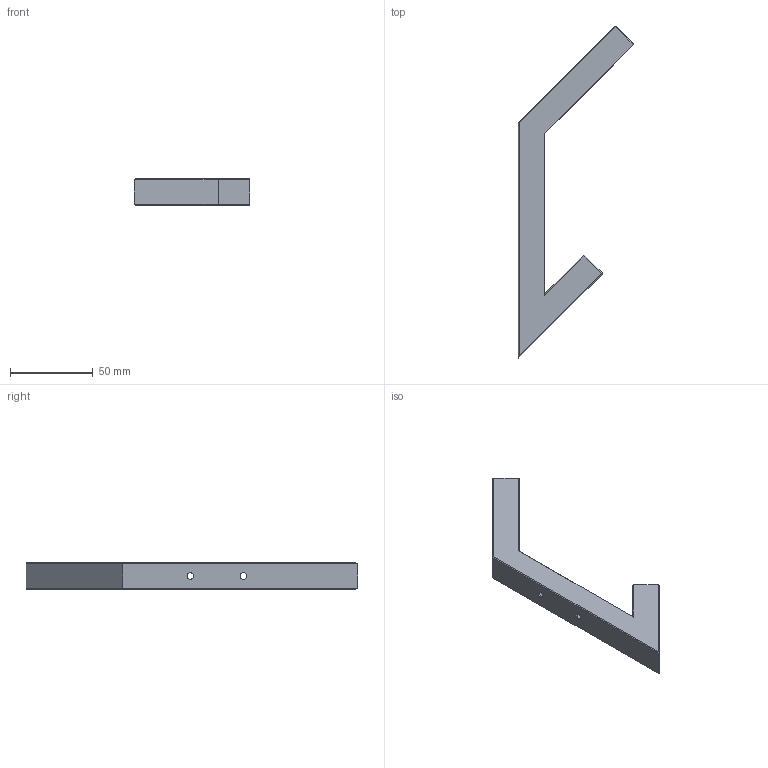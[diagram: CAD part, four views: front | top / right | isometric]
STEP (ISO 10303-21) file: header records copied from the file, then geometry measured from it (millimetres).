
FILE_DESCRIPTION(('Creo Elements/Direct Modeling STEP Export'),'2;1');
FILE_NAME('2301.stp','2022-05-04T10:07:47',(''),(''),'Creo Elements/Direct Modeling STEP processor for AP214 (Solid Model)','Creo Elements/Direct Modeling 20.0 12-Nov-2016 (C) Parametric Technology GmbH','');
FILE_SCHEMA(('AUTOMOTIVE_DESIGN { 1 0 10303 214 1 1 1 1 }'));
Length unit declared in the file: millimetre
Products named in the file (1): NI-9004
Bounding box: 69.5 x 200 x 16 mm (x, y, z)
Volume: 15311.4 mm3; surface area: 30634.9 mm2
Topology: 1 solids, 1 shells, 56 faces, 144 edges, 92 vertices
Faces by surface type: plane 40, cylinder 8, cone 8
Entity records: 1634 total; most frequent: ORIENTED_EDGE 288, CARTESIAN_POINT 277, DIRECTION 254, EDGE_CURVE 144, VECTOR 116, LINE 116, VERTEX_POINT 92, AXIS2_PLACEMENT_3D 69
